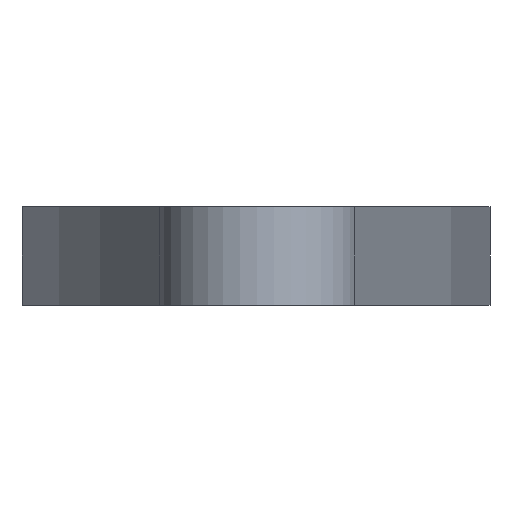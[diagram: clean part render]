
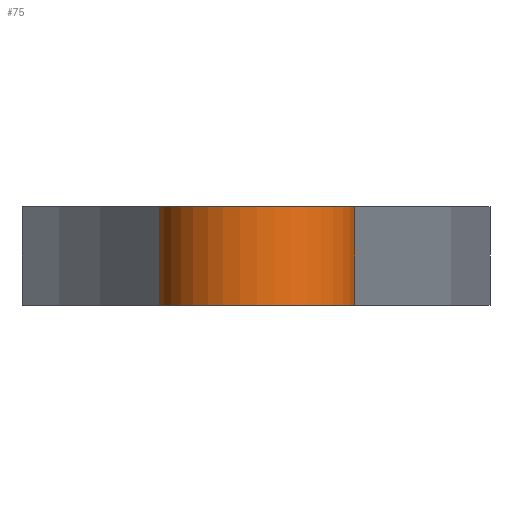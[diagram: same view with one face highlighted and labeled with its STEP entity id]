
A CAD part, left-side view. The second image highlights one B-rep face of the part: STEP entity #75.
In plain terms, the highlighted cylindrical face has radius 10.094 mm (diameter 20.189 mm), a partial arc.
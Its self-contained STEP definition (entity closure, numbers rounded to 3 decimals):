
#23=FACE_OUTER_BOUND('',#28,.T.);
#28=EDGE_LOOP('',(#56,#57,#58,#59));
#33=LINE('',#126,#36);
#34=LINE('',#129,#37);
#36=VECTOR('',#111,10.);
#37=VECTOR('',#114,10.);
#39=CIRCLE('',#101,10.094);
#40=CIRCLE('',#102,10.094);
#41=VERTEX_POINT('',#122);
#42=VERTEX_POINT('',#123);
#43=VERTEX_POINT('',#125);
#44=VERTEX_POINT('',#127);
#47=EDGE_CURVE('',#41,#42,#39,.T.);
#48=EDGE_CURVE('',#42,#43,#33,.T.);
#49=EDGE_CURVE('',#44,#43,#40,.T.);
#50=EDGE_CURVE('',#41,#44,#34,.T.);
#56=ORIENTED_EDGE('',*,*,#47,.T.);
#57=ORIENTED_EDGE('',*,*,#48,.T.);
#58=ORIENTED_EDGE('',*,*,#49,.F.);
#59=ORIENTED_EDGE('',*,*,#50,.F.);
#74=CYLINDRICAL_SURFACE('',#100,10.094);
#75=ADVANCED_FACE('',(#23),#74,.T.);
#100=AXIS2_PLACEMENT_3D('',#121,#107,#108);
#101=AXIS2_PLACEMENT_3D('',#124,#109,#110);
#102=AXIS2_PLACEMENT_3D('',#128,#112,#113);
#107=DIRECTION('center_axis',(0.,0.,1.));
#108=DIRECTION('ref_axis',(-1.,0.,0.));
#109=DIRECTION('center_axis',(0.,0.,1.));
#110=DIRECTION('ref_axis',(1.,0.,0.));
#111=DIRECTION('',(0.,0.,1.));
#112=DIRECTION('center_axis',(0.,0.,1.));
#113=DIRECTION('ref_axis',(1.,0.,0.));
#114=DIRECTION('',(0.,0.,1.));
#121=CARTESIAN_POINT('Origin',(53.643,0.,0.));
#122=CARTESIAN_POINT('',(51.762,9.917,0.));
#123=CARTESIAN_POINT('',(51.762,-9.917,0.));
#124=CARTESIAN_POINT('Origin',(53.643,0.,0.));
#125=CARTESIAN_POINT('',(51.762,-9.917,10.));
#126=CARTESIAN_POINT('',(51.762,-9.917,0.));
#127=CARTESIAN_POINT('',(51.762,9.917,10.));
#128=CARTESIAN_POINT('Origin',(53.643,0.,10.));
#129=CARTESIAN_POINT('',(51.762,9.917,0.));
